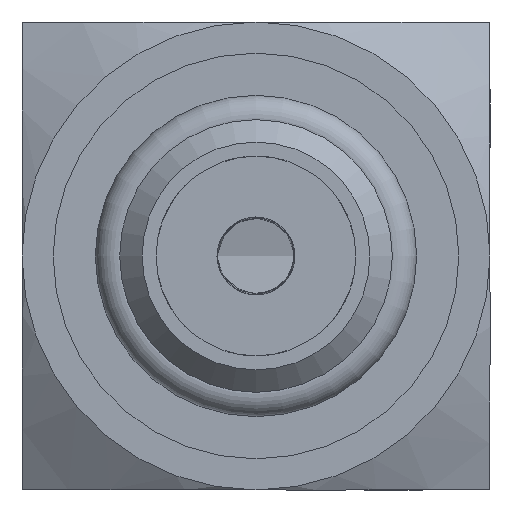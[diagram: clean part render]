
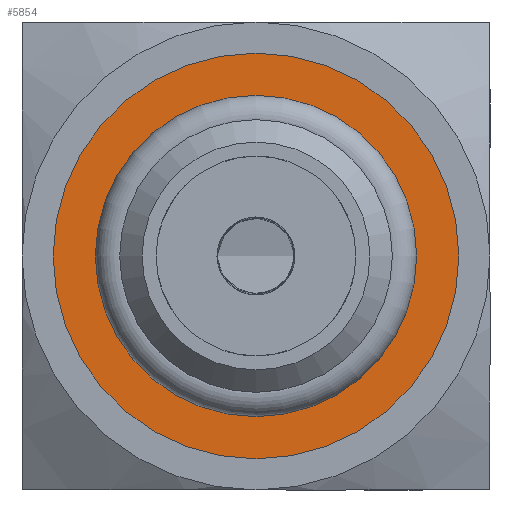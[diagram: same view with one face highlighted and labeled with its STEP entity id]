
A CAD part, left-side view. The second image highlights one B-rep face of the part: STEP entity #5854.
In plain terms, the highlighted planar face has unit normal (-1, 0, 0).
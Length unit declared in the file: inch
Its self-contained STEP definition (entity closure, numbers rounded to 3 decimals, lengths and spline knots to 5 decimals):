
#5791=CARTESIAN_POINT('',(0.0,0.1875,0.));
#5792=VERTEX_POINT('',#5791);
#5793=CARTESIAN_POINT('',(0.0,0.0,0.0));
#5794=DIRECTION('',(1.0,0.0,0.0));
#5795=DIRECTION('',(0.0,-1.0,0.0));
#5796=AXIS2_PLACEMENT_3D('',#5793,#5794,#5795);
#5797=CIRCLE('',#5796,0.1875);
#5798=EDGE_CURVE('',#5792,#5792,#5797,.T.);
#5819=CARTESIAN_POINT('',(0.0,0.325,0.));
#5820=VERTEX_POINT('',#5819);
#5821=CARTESIAN_POINT('',(0.0,0.0,0.0));
#5822=DIRECTION('',(-1.0,0.0,0.0));
#5823=DIRECTION('',(0.0,-1.0,0.0));
#5824=AXIS2_PLACEMENT_3D('',#5821,#5822,#5823);
#5825=CIRCLE('',#5824,0.325);
#5826=EDGE_CURVE('',#5820,#5820,#5825,.T.);
#5843=CARTESIAN_POINT('',(0.0,0.0,0.0));
#5844=DIRECTION('',(-1.0,0.0,0.0));
#5845=DIRECTION('',(0.0,0.0,1.0));
#5846=AXIS2_PLACEMENT_3D('',#5843,#5844,#5845);
#5847=PLANE('',#5846);
#5848=ORIENTED_EDGE('',*,*,#5826,.T.);
#5849=EDGE_LOOP('',(#5848));
#5850=FACE_OUTER_BOUND('',#5849,.T.);
#5851=ORIENTED_EDGE('',*,*,#5798,.T.);
#5852=EDGE_LOOP('',(#5851));
#5853=FACE_BOUND('',#5852,.T.);
#5854=ADVANCED_FACE('',(#5850,#5853),#5847,.T.);
